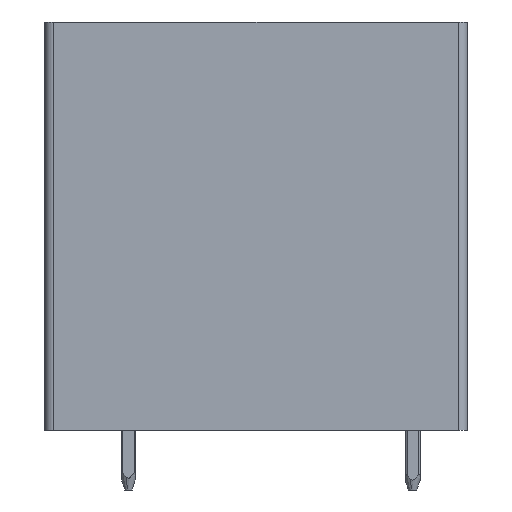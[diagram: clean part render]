
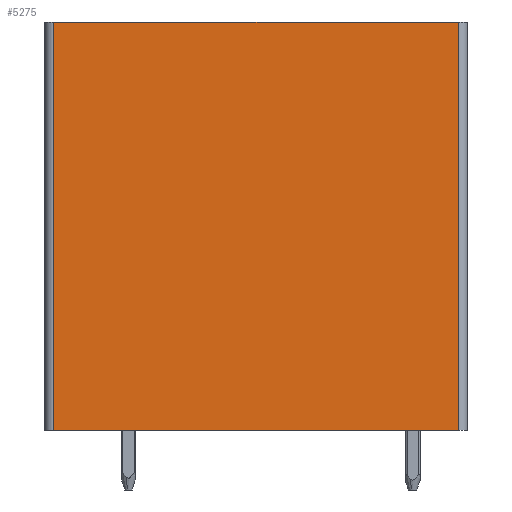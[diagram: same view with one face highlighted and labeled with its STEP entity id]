
A CAD part, left-side view. The second image highlights one B-rep face of the part: STEP entity #5275.
In plain terms, the highlighted planar face has unit normal (-1, 0, 0).
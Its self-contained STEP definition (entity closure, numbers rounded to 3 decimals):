
#5262=AXIS2_PLACEMENT_3D('Plane Axis2P3D',#5259,#5260,#5261) ;
#3446=CARTESIAN_POINT('Vertex',(0.,22.2,25.1)) ;
#3449=CARTESIAN_POINT('Line Origine',(0.,11.35,25.1)) ;
#3453=CARTESIAN_POINT('Vertex',(0.,0.5,25.1)) ;
#5209=CARTESIAN_POINT('Line Origine',(0.,0.5,14.15)) ;
#5213=CARTESIAN_POINT('Vertex',(0.,0.5,3.2)) ;
#5244=CARTESIAN_POINT('Vertex',(0.,22.2,3.2)) ;
#5247=CARTESIAN_POINT('Line Origine',(0.,22.2,14.15)) ;
#5259=CARTESIAN_POINT('Axis2P3D Location',(0.,0.,0.)) ;
#5264=CARTESIAN_POINT('Line Origine',(0.,11.35,3.2)) ;
#3450=DIRECTION('Vector Direction',(0.,-1.,0.)) ;
#5210=DIRECTION('Vector Direction',(0.,0.,1.)) ;
#5248=DIRECTION('Vector Direction',(0.,0.,1.)) ;
#5260=DIRECTION('Axis2P3D Direction',(-1.,0.,0.)) ;
#5261=DIRECTION('Axis2P3D XDirection',(0.,0.,1.)) ;
#5265=DIRECTION('Vector Direction',(0.,-1.,0.)) ;
#3451=VECTOR('Line Direction',#3450,1.) ;
#5211=VECTOR('Line Direction',#5210,1.) ;
#5249=VECTOR('Line Direction',#5248,1.) ;
#5266=VECTOR('Line Direction',#5265,1.) ;
#5270=ORIENTED_EDGE('',*,*,#3455,.T.) ;
#5271=ORIENTED_EDGE('',*,*,#5251,.T.) ;
#5272=ORIENTED_EDGE('',*,*,#5268,.T.) ;
#5273=ORIENTED_EDGE('',*,*,#5215,.T.) ;
#5275=ADVANCED_FACE('HOUSING',(#5274),#5263,.T.) ;
#3455=EDGE_CURVE('',#3454,#3447,#3452,.F.) ;
#5215=EDGE_CURVE('',#5214,#3454,#5212,.T.) ;
#5251=EDGE_CURVE('',#3447,#5245,#5250,.F.) ;
#5268=EDGE_CURVE('',#5245,#5214,#5267,.T.) ;
#5269=EDGE_LOOP('',(#5270,#5271,#5272,#5273)) ;
#5274=FACE_OUTER_BOUND('',#5269,.T.) ;
#3452=LINE('Line',#3449,#3451) ;
#5212=LINE('Line',#5209,#5211) ;
#5250=LINE('Line',#5247,#5249) ;
#5267=LINE('Line',#5264,#5266) ;
#5263=PLANE('',#5262) ;
#3447=VERTEX_POINT('',#3446) ;
#3454=VERTEX_POINT('',#3453) ;
#5214=VERTEX_POINT('',#5213) ;
#5245=VERTEX_POINT('',#5244) ;
